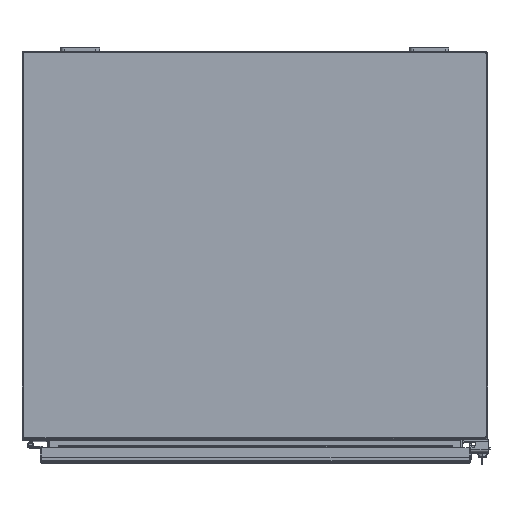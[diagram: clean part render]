
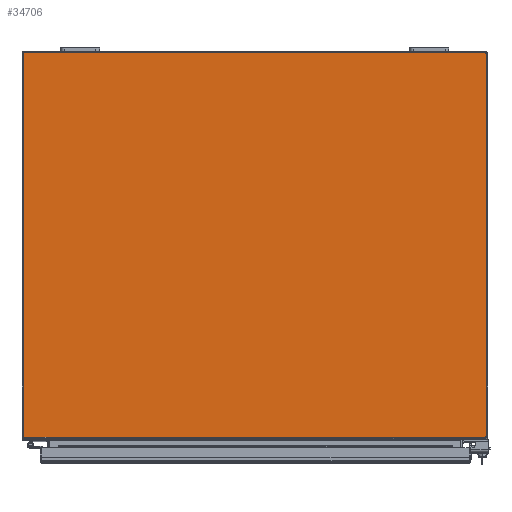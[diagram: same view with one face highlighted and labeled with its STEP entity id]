
A CAD part, top view. The second image highlights one B-rep face of the part: STEP entity #34706.
In plain terms, the highlighted planar face has unit normal (0, 0, 1).
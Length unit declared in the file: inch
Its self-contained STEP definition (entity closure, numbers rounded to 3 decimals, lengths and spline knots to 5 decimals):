
#300 = DIRECTION ( 'NONE',  ( 0., 0., -1. ) ) ;
#1530 = VERTEX_POINT ( 'NONE', #10546 ) ;
#1995 = ORIENTED_EDGE ( 'NONE', *, *, #35434, .T. ) ;
#2351 = ORIENTED_EDGE ( 'NONE', *, *, #14321, .T. ) ;
#3837 = DIRECTION ( 'NONE',  ( 0., 1., 0. ) ) ;
#4236 = CARTESIAN_POINT ( 'NONE',  ( -11.928, -0.072, 15. ) ) ;
#5446 = ORIENTED_EDGE ( 'NONE', *, *, #24117, .F. ) ;
#5788 = VERTEX_POINT ( 'NONE', #22290 ) ;
#6674 = DIRECTION ( 'NONE',  ( 1., 0., 0. ) ) ;
#8890 = ORIENTED_EDGE ( 'NONE', *, *, #23897, .F. ) ;
#10532 = VERTEX_POINT ( 'NONE', #28522 ) ;
#10546 = CARTESIAN_POINT ( 'NONE',  ( 11.928, -19.77404, 15. ) ) ;
#11771 = PLANE ( 'NONE',  #20978 ) ;
#12583 = VECTOR ( 'NONE', #24768, 39.37008 ) ;
#13471 = CIRCLE ( 'NONE', #17895, 0.25 ) ;
#13527 = VERTEX_POINT ( 'NONE', #33578 ) ;
#14321 = EDGE_CURVE ( 'NONE', #5788, #13527, #31066, .T. ) ;
#14797 = CARTESIAN_POINT ( 'NONE',  ( -11.928, -20.941, 15. ) ) ;
#15246 = ORIENTED_EDGE ( 'NONE', *, *, #22417, .F. ) ;
#16056 = AXIS2_PLACEMENT_3D ( 'NONE', #24688, #300, #29472 ) ;
#17790 = LINE ( 'NONE', #20949, #21546 ) ;
#17895 = AXIS2_PLACEMENT_3D ( 'NONE', #19062, #21834, #6674 ) ;
#18101 = EDGE_CURVE ( 'NONE', #10532, #19532, #17790, .T. ) ;
#18855 = CARTESIAN_POINT ( 'NONE',  ( -11.928, -19.892, 15. ) ) ;
#19062 = CARTESIAN_POINT ( 'NONE',  ( -11.678, -19.77404, 15. ) ) ;
#19532 = VERTEX_POINT ( 'NONE', #4236 ) ;
#19565 = LINE ( 'NONE', #21765, #26543 ) ;
#20639 = FACE_OUTER_BOUND ( 'NONE', #27292, .T. ) ;
#20949 = CARTESIAN_POINT ( 'NONE',  ( -11.928, -0.072, 15. ) ) ;
#20978 = AXIS2_PLACEMENT_3D ( 'NONE', #23779, #26149, #35779 ) ;
#21546 = VECTOR ( 'NONE', #29813, 39.37008 ) ;
#21765 = CARTESIAN_POINT ( 'NONE',  ( 11.928, -0.072, 15. ) ) ;
#21834 = DIRECTION ( 'NONE',  ( 0., 0., -1. ) ) ;
#22290 = CARTESIAN_POINT ( 'NONE',  ( -11.89842, -19.892, 15. ) ) ;
#22417 = EDGE_CURVE ( 'NONE', #38845, #19532, #27185, .T. ) ;
#23779 = CARTESIAN_POINT ( 'NONE',  ( -11.928, -0.072, 15. ) ) ;
#23897 = EDGE_CURVE ( 'NONE', #5788, #38845, #13471, .T. ) ;
#24117 = EDGE_CURVE ( 'NONE', #1530, #13527, #33018, .T. ) ;
#24688 = CARTESIAN_POINT ( 'NONE',  ( 11.678, -19.77404, 15. ) ) ;
#24768 = DIRECTION ( 'NONE',  ( 1., 0., 0. ) ) ;
#26149 = DIRECTION ( 'NONE',  ( 0., 0., 1. ) ) ;
#26543 = VECTOR ( 'NONE', #3837, 39.37008 ) ;
#26793 = DIRECTION ( 'NONE',  ( 0., 1., 0. ) ) ;
#27185 = LINE ( 'NONE', #14797, #27954 ) ;
#27292 = EDGE_LOOP ( 'NONE', ( #8890, #2351, #5446, #1995, #27714, #15246 ) ) ;
#27714 = ORIENTED_EDGE ( 'NONE', *, *, #18101, .T. ) ;
#27954 = VECTOR ( 'NONE', #26793, 39.37008 ) ;
#28522 = CARTESIAN_POINT ( 'NONE',  ( 11.928, -0.072, 15. ) ) ;
#29472 = DIRECTION ( 'NONE',  ( 1., 0., 0. ) ) ;
#29813 = DIRECTION ( 'NONE',  ( -1., 0., 0. ) ) ;
#31066 = LINE ( 'NONE', #18855, #12583 ) ;
#33018 = CIRCLE ( 'NONE', #16056, 0.25 ) ;
#33578 = CARTESIAN_POINT ( 'NONE',  ( 11.89842, -19.892, 15. ) ) ;
#34706 = ADVANCED_FACE ( 'NONE', ( #20639 ), #11771, .T. ) ;
#35434 = EDGE_CURVE ( 'NONE', #1530, #10532, #19565, .T. ) ;
#35469 = CARTESIAN_POINT ( 'NONE',  ( -11.928, -19.77404, 15. ) ) ;
#35779 = DIRECTION ( 'NONE',  ( 0., -1., 0. ) ) ;
#38845 = VERTEX_POINT ( 'NONE', #35469 ) ;
